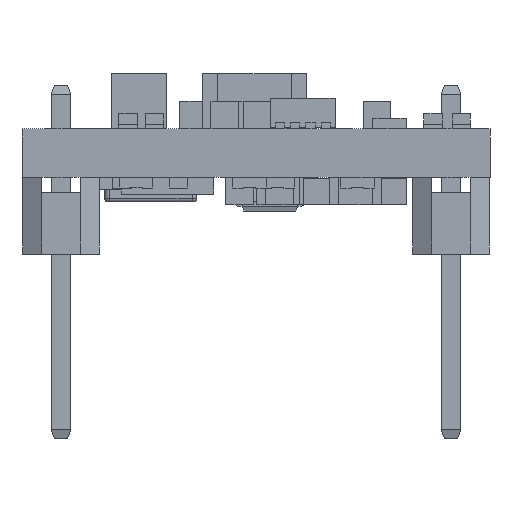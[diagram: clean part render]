
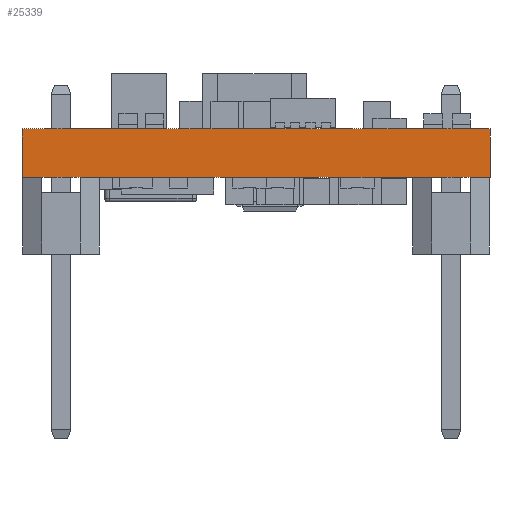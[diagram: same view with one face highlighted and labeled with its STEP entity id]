
A CAD part, front view. The second image highlights one B-rep face of the part: STEP entity #25339.
In plain terms, the highlighted planar face has unit normal (0, -1, 0).
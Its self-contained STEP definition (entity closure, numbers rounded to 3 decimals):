
#2335 = CARTESIAN_POINT ( 'NONE',  ( 0., 0., 0. ) ) ;
#4558 = FACE_OUTER_BOUND ( 'NONE', #73826, .T. ) ;
#4737 = DIRECTION ( 'NONE',  ( 0., 0., -1. ) ) ;
#7155 = VERTEX_POINT ( 'NONE', #36033 ) ;
#8466 = EDGE_CURVE ( 'NONE', #67580, #32404, #29521, .T. ) ;
#9695 = ORIENTED_EDGE ( 'NONE', *, *, #8466, .T. ) ;
#15288 = LINE ( 'NONE', #44813, #30239 ) ;
#15585 = CARTESIAN_POINT ( 'NONE',  ( 15.24, 0., 1.575 ) ) ;
#15876 = EDGE_CURVE ( 'NONE', #62504, #7155, #74500, .T. ) ;
#16959 = CARTESIAN_POINT ( 'NONE',  ( 0., 0., 1.575 ) ) ;
#20832 = EDGE_CURVE ( 'NONE', #67580, #62504, #33995, .T. ) ;
#23704 = VECTOR ( 'NONE', #67167, 1000. ) ;
#25339 = ADVANCED_FACE ( 'NONE', ( #4558 ), #53036, .F. ) ;
#26265 = ORIENTED_EDGE ( 'NONE', *, *, #47895, .T. ) ;
#29521 = LINE ( 'NONE', #16959, #36877 ) ;
#30239 = VECTOR ( 'NONE', #52266, 1000. ) ;
#32404 = VERTEX_POINT ( 'NONE', #2335 ) ;
#32701 = AXIS2_PLACEMENT_3D ( 'NONE', #36454, #43544, #66381 ) ;
#33995 = LINE ( 'NONE', #70625, #46272 ) ;
#36033 = CARTESIAN_POINT ( 'NONE',  ( 15.24, 0., 0. ) ) ;
#36454 = CARTESIAN_POINT ( 'NONE',  ( 0., 0., 1.575 ) ) ;
#36877 = VECTOR ( 'NONE', #4737, 1000. ) ;
#42004 = CARTESIAN_POINT ( 'NONE',  ( 15.24, 0., 1.575 ) ) ;
#43287 = CARTESIAN_POINT ( 'NONE',  ( 0., 0., 1.575 ) ) ;
#43544 = DIRECTION ( 'NONE',  ( 0., 1., 0. ) ) ;
#44813 = CARTESIAN_POINT ( 'NONE',  ( 0., 0., 0. ) ) ;
#46272 = VECTOR ( 'NONE', #51374, 1000. ) ;
#47895 = EDGE_CURVE ( 'NONE', #32404, #7155, #15288, .T. ) ;
#51374 = DIRECTION ( 'NONE',  ( 1., 0., 0. ) ) ;
#52266 = DIRECTION ( 'NONE',  ( 1., 0., 0. ) ) ;
#53036 = PLANE ( 'NONE',  #32701 ) ;
#62504 = VERTEX_POINT ( 'NONE', #15585 ) ;
#66381 = DIRECTION ( 'NONE',  ( 0., 0., 1. ) ) ;
#67167 = DIRECTION ( 'NONE',  ( 0., 0., -1. ) ) ;
#67580 = VERTEX_POINT ( 'NONE', #43287 ) ;
#70625 = CARTESIAN_POINT ( 'NONE',  ( 0., 0., 1.575 ) ) ;
#73826 = EDGE_LOOP ( 'NONE', ( #26265, #77762, #77492, #9695 ) ) ;
#74500 = LINE ( 'NONE', #42004, #23704 ) ;
#77492 = ORIENTED_EDGE ( 'NONE', *, *, #20832, .F. ) ;
#77762 = ORIENTED_EDGE ( 'NONE', *, *, #15876, .F. ) ;
